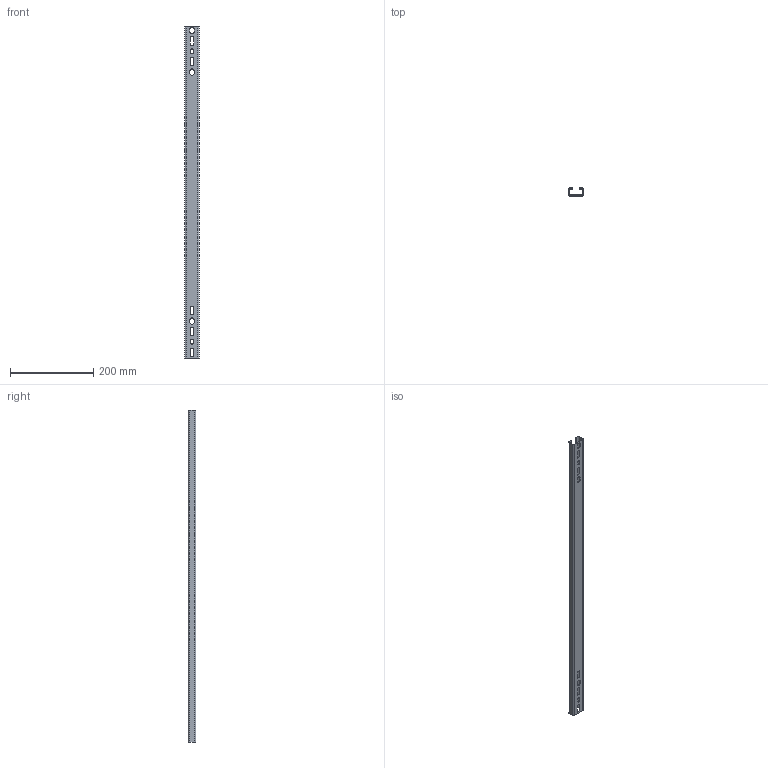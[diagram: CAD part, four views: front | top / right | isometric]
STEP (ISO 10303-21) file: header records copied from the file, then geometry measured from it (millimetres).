
FILE_DESCRIPTION((''),'2;1');
FILE_NAME('1104427','2013-11-21T',('AndreasKeweloh'),(''),'PRO/ENGINEER BY PARAMETRIC TECHNOLOGY CORPORATION, 2012360','PRO/ENGINEER BY PARAMETRIC TECHNOLOGY CORPORATION, 2012360','');
FILE_SCHEMA(('CONFIG_CONTROL_DESIGN'));
Length unit declared in the file: millimetre
Products named in the file (1): 1104427
Bounding box: 35 x 18 x 800 mm (x, y, z)
Volume: 106089.2 mm3; surface area: 125111.9 mm2
Topology: 1 solids, 1 shells, 62 faces, 180 edges, 120 vertices
Faces by surface type: plane 44, cylinder 18
Entity records: 2118 total; most frequent: CARTESIAN_POINT 362, ORIENTED_EDGE 360, DIRECTION 340, EDGE_CURVE 180, VECTOR 144, LINE 144, VERTEX_POINT 120, AXIS2_PLACEMENT_3D 98
